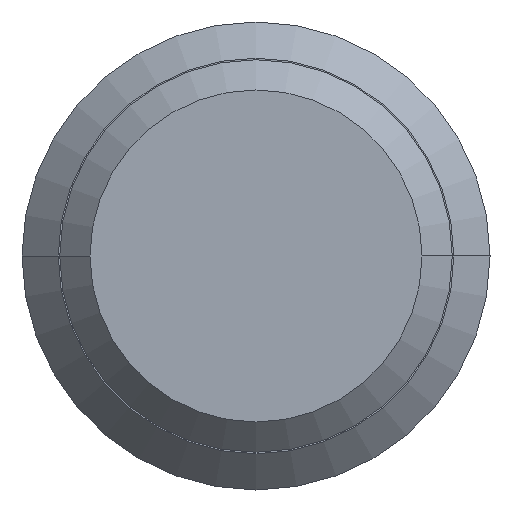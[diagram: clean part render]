
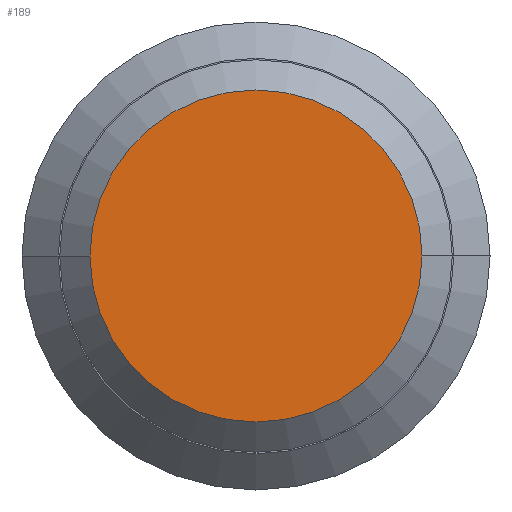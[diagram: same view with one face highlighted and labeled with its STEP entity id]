
A CAD part, front view. The second image highlights one B-rep face of the part: STEP entity #189.
In plain terms, the highlighted planar face has unit normal (0, -1, 0).
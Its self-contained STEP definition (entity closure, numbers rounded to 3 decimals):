
#18 = VERTEX_POINT ( 'NONE', #38 ) ;
#38 = CARTESIAN_POINT ( 'NONE',  ( 5.5, 0., 0. ) ) ;
#68 = CIRCLE ( 'NONE', #564, 5.5 ) ;
#73 = EDGE_CURVE ( 'NONE', #18, #261, #326, .T. ) ;
#167 = PLANE ( 'NONE',  #200 ) ;
#184 = DIRECTION ( 'NONE',  ( 0., -1., 0. ) ) ;
#189 = ADVANCED_FACE ( 'NONE', ( #240 ), #167, .T. ) ;
#200 = AXIS2_PLACEMENT_3D ( 'NONE', #291, #287, #713 ) ;
#240 = FACE_OUTER_BOUND ( 'NONE', #410, .T. ) ;
#261 = VERTEX_POINT ( 'NONE', #293 ) ;
#287 = DIRECTION ( 'NONE',  ( 0., -1., 0. ) ) ;
#291 = CARTESIAN_POINT ( 'NONE',  ( 0., 0., 0. ) ) ;
#293 = CARTESIAN_POINT ( 'NONE',  ( -5.5, 0., 0. ) ) ;
#323 = EDGE_CURVE ( 'NONE', #261, #18, #68, .T. ) ;
#326 = CIRCLE ( 'NONE', #721, 5.5 ) ;
#410 = EDGE_LOOP ( 'NONE', ( #589, #447 ) ) ;
#421 = CARTESIAN_POINT ( 'NONE',  ( 0., 0., 0. ) ) ;
#447 = ORIENTED_EDGE ( 'NONE', *, *, #73, .T. ) ;
#564 = AXIS2_PLACEMENT_3D ( 'NONE', #421, #184, #672 ) ;
#580 = DIRECTION ( 'NONE',  ( 0., -1., 0. ) ) ;
#589 = ORIENTED_EDGE ( 'NONE', *, *, #323, .T. ) ;
#638 = CARTESIAN_POINT ( 'NONE',  ( 0., 0., 0. ) ) ;
#672 = DIRECTION ( 'NONE',  ( 1., 0., 0. ) ) ;
#713 = DIRECTION ( 'NONE',  ( 1., 0., 0. ) ) ;
#721 = AXIS2_PLACEMENT_3D ( 'NONE', #638, #580, #762 ) ;
#762 = DIRECTION ( 'NONE',  ( 1., 0., 0. ) ) ;
